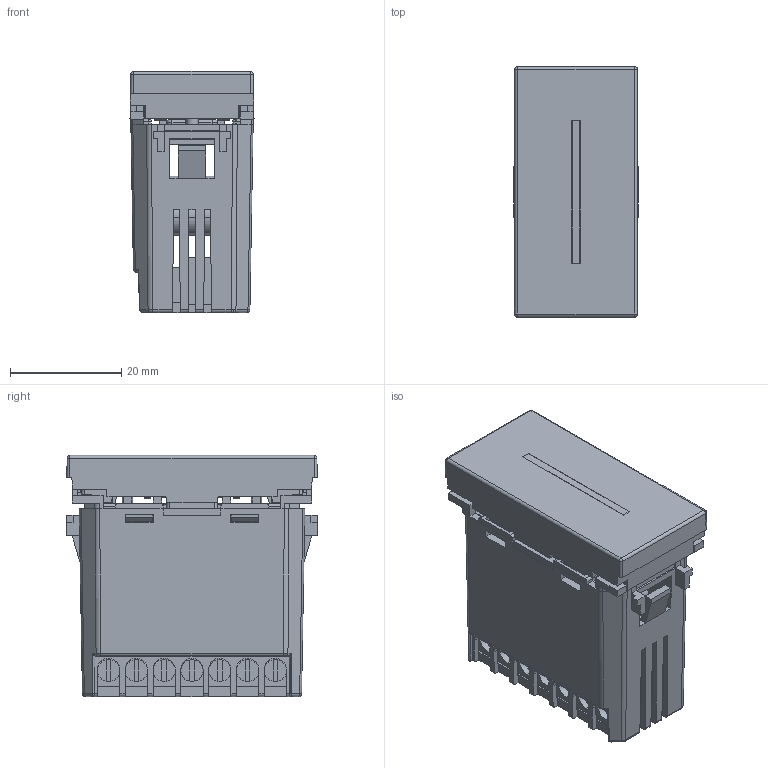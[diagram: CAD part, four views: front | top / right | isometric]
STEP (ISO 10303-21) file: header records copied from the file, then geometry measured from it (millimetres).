
FILE_DESCRIPTION (( 'STEP AP214' ), '1' );
FILE_NAME ('4BOX-WIFI-MATIX-GO-20231006.STEP', '2023-10-06T02:06:54', ( '' ), ( '' ), 'SwSTEP 2.0', 'SolidWorks 2016', '' );
FILE_SCHEMA (( 'AUTOMOTIVE_DESIGN' ));
Length unit declared in the file: millimetre
Products named in the file (10): PCB-B; 諉盄傷赽_a; WIFI羲壽欂啣-MATIX-GO-20230808; PCB-A; WIFI羲壽菁釱-MATIX-GO-20230808; 4BOX-WIFI羲壽腑欶-M-20221116; 4BOX-WIFI羲壽啊裝-20221015; 4BOX-WIFI羲壽奻裔-20221111載陔; 4BOX-WIFI-MATIX-GO-20231006; 4BOX-SWITCH+WIFI-PCB郪璃-20221013
Assembly tree (9 placements, depth 3):
  4BOX-WIFI-MATIX-GO-20231006
    4BOX-SWITCH+WIFI-PCB郪璃-20221013
      PCB-A
      PCB-B
      諉盄傷赽_a
    4BOX-WIFI羲壽奻裔-20221111載陔
    4BOX-WIFI羲壽啊裝-20221015
    4BOX-WIFI羲壽腑欶-M-20221116
    WIFI羲壽菁釱-MATIX-GO-20230808
    WIFI羲壽欂啣-MATIX-GO-20230808
Bounding box: 22.31 x 45.2 x 43.4 mm (x, y, z)
Volume: 19183.8 mm3; surface area: 26702.1 mm2
Topology: 8 solids, 8 shells, 1938 faces, 5515 edges, 3603 vertices
Faces by surface type: plane 1478, cylinder 354, bspline 68, sphere 14, torus 12, cone 12
Entity records: 65250 total; most frequent: CARTESIAN_POINT 14876, ORIENTED_EDGE 11014, DIRECTION 9467, EDGE_CURVE 5507, LINE 4563, VECTOR 4563, VERTEX_POINT 3603, AXIS2_PLACEMENT_3D 2452
